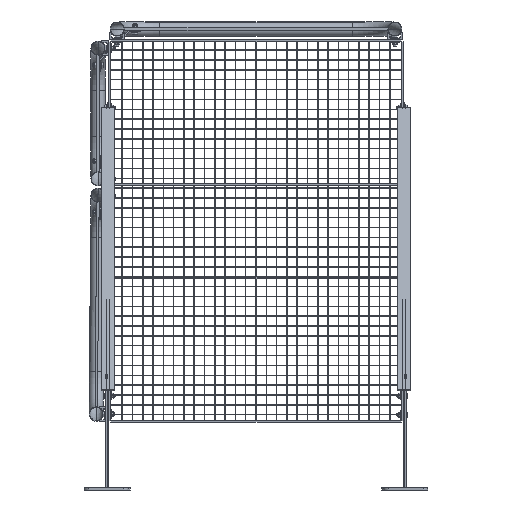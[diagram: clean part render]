
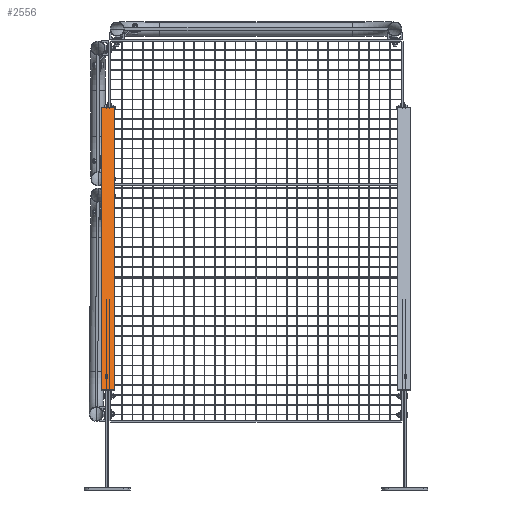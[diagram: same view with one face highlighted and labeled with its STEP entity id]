
A CAD part, front view. The second image highlights one B-rep face of the part: STEP entity #2556.
In plain terms, the highlighted planar face has unit normal (0, -0.666, 0.746).
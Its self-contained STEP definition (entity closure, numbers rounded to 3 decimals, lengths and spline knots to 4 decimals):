
#1046 = PLANE ( 'NONE',  #103648 ) ;
#1984 = CARTESIAN_POINT ( 'NONE',  ( -0.4955, -0.0895, 0.4194 ) ) ;
#2556 = ADVANCED_FACE ( 'NONE', ( #133668 ), #1046, .F. ) ;
#5249 = CARTESIAN_POINT ( 'NONE',  ( -0.5105, -0.0895, 0.4194 ) ) ;
#5563 = CARTESIAN_POINT ( 'NONE',  ( -0.506, -0.082, 0.426 ) ) ;
#5955 = CIRCLE ( 'NONE', #64421, 0.0045 ) ;
#6589 = EDGE_CURVE ( 'NONE', #34715, #91346, #141094, .T. ) ;
#7219 = CARTESIAN_POINT ( 'NONE',  ( -0.506, -1.162, -0.5379 ) ) ;
#7664 = CARTESIAN_POINT ( 'NONE',  ( -0.5265, -1.2039, -0.5754 ) ) ;
#12824 = CARTESIAN_POINT ( 'NONE',  ( -0.4795, -1.162, -0.5379 ) ) ;
#13141 = ORIENTED_EDGE ( 'NONE', *, *, #55766, .T. ) ;
#15180 = VECTOR ( 'NONE', #128439, 1. ) ;
#15706 = EDGE_LOOP ( 'NONE', ( #193609, #180276, #60843, #77499, #59722, #69246, #126214, #210856, #13141, #161683 ) ) ;
#23125 = CARTESIAN_POINT ( 'NONE',  ( -0.4795, -0.0895, 0.4194 ) ) ;
#25133 = VECTOR ( 'NONE', #190711, 1. ) ;
#30158 = DIRECTION ( 'NONE',  ( 0., 0.666, -0.746 ) ) ;
#31018 = EDGE_CURVE ( 'NONE', #155356, #118952, #120930, .T. ) ;
#32016 = CARTESIAN_POINT ( 'NONE',  ( -0.4795, -1.2039, -0.5754 ) ) ;
#34501 = CARTESIAN_POINT ( 'NONE',  ( -0.506, -1.2039, -0.5754 ) ) ;
#34715 = VERTEX_POINT ( 'NONE', #128212 ) ;
#35556 = DIRECTION ( 'NONE',  ( 0., -0.746, -0.666 ) ) ;
#43311 = LINE ( 'NONE', #92955, #15180 ) ;
#45814 = VERTEX_POINT ( 'NONE', #1984 ) ;
#46056 = AXIS2_PLACEMENT_3D ( 'NONE', #177876, #30158, #161671 ) ;
#46356 = VERTEX_POINT ( 'NONE', #138570 ) ;
#51938 = CARTESIAN_POINT ( 'NONE',  ( -0.5105, -0.0861, 0.4224 ) ) ;
#55681 = DIRECTION ( 'NONE',  ( 0., 0.746, 0.666 ) ) ;
#55766 = EDGE_CURVE ( 'NONE', #46356, #91346, #5955, .T. ) ;
#58322 = LINE ( 'NONE', #7664, #137624 ) ;
#59722 = ORIENTED_EDGE ( 'NONE', *, *, #206299, .T. ) ;
#60843 = ORIENTED_EDGE ( 'NONE', *, *, #136809, .T. ) ;
#61174 = VECTOR ( 'NONE', #70264, 1. ) ;
#62456 = EDGE_CURVE ( 'NONE', #46356, #155356, #191507, .T. ) ;
#63309 = LINE ( 'NONE', #32016, #63517 ) ;
#63517 = VECTOR ( 'NONE', #178702, 1. ) ;
#64400 = VECTOR ( 'NONE', #68813, 1. ) ;
#64421 = AXIS2_PLACEMENT_3D ( 'NONE', #51938, #68117, #70217 ) ;
#68117 = DIRECTION ( 'NONE',  ( 0., 0.666, -0.746 ) ) ;
#68813 = DIRECTION ( 'NONE',  ( -1., 0., 0. ) ) ;
#69246 = ORIENTED_EDGE ( 'NONE', *, *, #189267, .T. ) ;
#70217 = DIRECTION ( 'NONE',  ( 0., -0.746, -0.666 ) ) ;
#70264 = DIRECTION ( 'NONE',  ( 1., 0., 0. ) ) ;
#72983 = DIRECTION ( 'NONE',  ( 1., 0., 0. ) ) ;
#73989 = CARTESIAN_POINT ( 'NONE',  ( -0.506, -1.2039, -0.5754 ) ) ;
#76126 = CARTESIAN_POINT ( 'NONE',  ( -0.5, -0.082, 0.426 ) ) ;
#77499 = ORIENTED_EDGE ( 'NONE', *, *, #212531, .T. ) ;
#82585 = CARTESIAN_POINT ( 'NONE',  ( -0.506, -0.082, 0.426 ) ) ;
#91346 = VERTEX_POINT ( 'NONE', #5249 ) ;
#92592 = EDGE_CURVE ( 'NONE', #161266, #34715, #58322, .T. ) ;
#92955 = CARTESIAN_POINT ( 'NONE',  ( -0.5, -1.2039, -0.5754 ) ) ;
#103648 = AXIS2_PLACEMENT_3D ( 'NONE', #34501, #164977, #35556 ) ;
#118952 = VERTEX_POINT ( 'NONE', #76126 ) ;
#120930 = LINE ( 'NONE', #5563, #61174 ) ;
#122412 = CARTESIAN_POINT ( 'NONE',  ( -0.4795, -0.0895, 0.4194 ) ) ;
#123264 = VECTOR ( 'NONE', #72983, 1. ) ;
#124916 = CARTESIAN_POINT ( 'NONE',  ( -0.5265, -0.0895, 0.4194 ) ) ;
#126214 = ORIENTED_EDGE ( 'NONE', *, *, #31018, .F. ) ;
#128212 = CARTESIAN_POINT ( 'NONE',  ( -0.5265, -0.0895, 0.4194 ) ) ;
#128439 = DIRECTION ( 'NONE',  ( 0., 0.746, 0.666 ) ) ;
#133668 = FACE_OUTER_BOUND ( 'NONE', #15706, .T. ) ;
#136809 = EDGE_CURVE ( 'NONE', #200790, #198078, #63309, .T. ) ;
#137624 = VECTOR ( 'NONE', #205002, 1. ) ;
#138570 = CARTESIAN_POINT ( 'NONE',  ( -0.506, -0.0861, 0.4224 ) ) ;
#140631 = EDGE_CURVE ( 'NONE', #161266, #200790, #154937, .T. ) ;
#141094 = LINE ( 'NONE', #124916, #25133 ) ;
#150296 = CARTESIAN_POINT ( 'NONE',  ( -0.5265, -1.162, -0.5379 ) ) ;
#154937 = LINE ( 'NONE', #7219, #123264 ) ;
#155356 = VERTEX_POINT ( 'NONE', #82585 ) ;
#155518 = CARTESIAN_POINT ( 'NONE',  ( -0.5, -0.0861, 0.4224 ) ) ;
#157522 = VECTOR ( 'NONE', #55681, 1. ) ;
#161266 = VERTEX_POINT ( 'NONE', #150296 ) ;
#161671 = DIRECTION ( 'NONE',  ( 0., -0.746, -0.666 ) ) ;
#161683 = ORIENTED_EDGE ( 'NONE', *, *, #6589, .F. ) ;
#164977 = DIRECTION ( 'NONE',  ( 0., 0.666, -0.746 ) ) ;
#177876 = CARTESIAN_POINT ( 'NONE',  ( -0.4955, -0.0861, 0.4224 ) ) ;
#178702 = DIRECTION ( 'NONE',  ( 0., 0.746, 0.666 ) ) ;
#180276 = ORIENTED_EDGE ( 'NONE', *, *, #140631, .T. ) ;
#180439 = CIRCLE ( 'NONE', #46056, 0.0045 ) ;
#189267 = EDGE_CURVE ( 'NONE', #202954, #118952, #43311, .T. ) ;
#190711 = DIRECTION ( 'NONE',  ( 1., 0., 0. ) ) ;
#191507 = LINE ( 'NONE', #73989, #157522 ) ;
#193609 = ORIENTED_EDGE ( 'NONE', *, *, #92592, .F. ) ;
#195064 = LINE ( 'NONE', #122412, #64400 ) ;
#198078 = VERTEX_POINT ( 'NONE', #23125 ) ;
#200790 = VERTEX_POINT ( 'NONE', #12824 ) ;
#202954 = VERTEX_POINT ( 'NONE', #155518 ) ;
#205002 = DIRECTION ( 'NONE',  ( 0., 0.746, 0.666 ) ) ;
#206299 = EDGE_CURVE ( 'NONE', #45814, #202954, #180439, .T. ) ;
#210856 = ORIENTED_EDGE ( 'NONE', *, *, #62456, .F. ) ;
#212531 = EDGE_CURVE ( 'NONE', #198078, #45814, #195064, .T. ) ;
